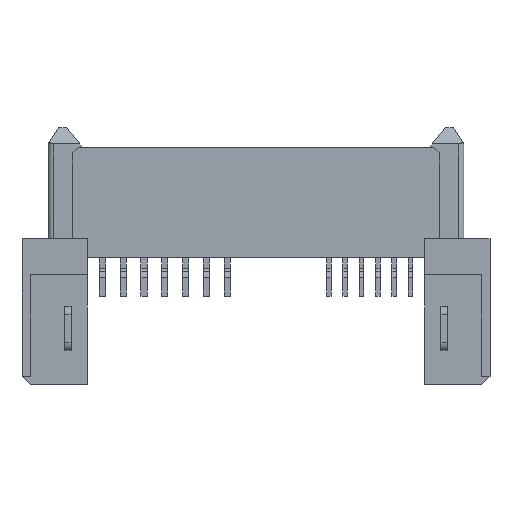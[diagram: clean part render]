
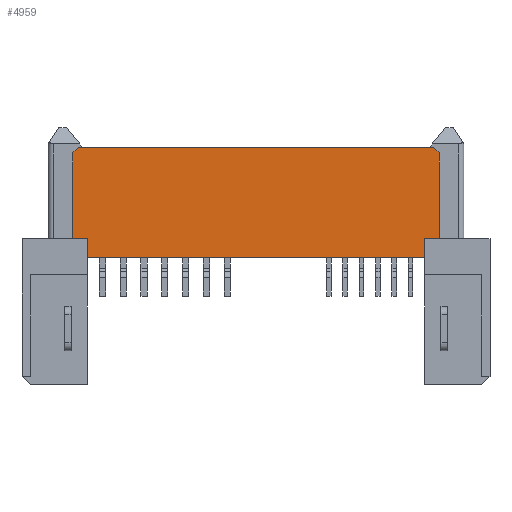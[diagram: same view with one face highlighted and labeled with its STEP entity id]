
A CAD part, front view. The second image highlights one B-rep face of the part: STEP entity #4959.
In plain terms, the highlighted planar face has unit normal (0, -1, 0).
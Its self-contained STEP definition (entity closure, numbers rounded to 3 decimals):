
#190=DIRECTION('',(1.,0.,0.));
#191=VECTOR('',#190,21.7);
#192=CARTESIAN_POINT('',(-10.85,-1.75,0.));
#193=LINE('',#192,#191);
#286=DIRECTION('',(-0.707,0.,0.707));
#287=VECTOR('',#286,0.495);
#288=CARTESIAN_POINT('',(11.2,-1.75,-0.35));
#289=LINE('',#288,#287);
#290=DIRECTION('',(1.,0.,0.));
#291=VECTOR('',#290,0.9);
#292=CARTESIAN_POINT('',(10.3,-1.75,-5.6));
#293=LINE('',#292,#291);
#294=DIRECTION('',(0.,0.,1.));
#295=VECTOR('',#294,1.15);
#296=CARTESIAN_POINT('',(10.3,-1.75,-6.75));
#297=LINE('',#296,#295);
#298=DIRECTION('',(0.,0.,1.));
#299=VECTOR('',#298,1.15);
#300=CARTESIAN_POINT('',(-10.3,-1.75,-6.75));
#301=LINE('',#300,#299);
#302=DIRECTION('',(1.,0.,0.));
#303=VECTOR('',#302,0.9);
#304=CARTESIAN_POINT('',(-11.2,-1.75,-5.6));
#305=LINE('',#304,#303);
#306=DIRECTION('',(0.,0.,-1.));
#307=VECTOR('',#306,5.25);
#308=CARTESIAN_POINT('',(-11.2,-1.75,-0.35));
#309=LINE('',#308,#307);
#310=DIRECTION('',(-0.707,0.,-0.707));
#311=VECTOR('',#310,0.495);
#312=CARTESIAN_POINT('',(-10.85,-1.75,0.));
#313=LINE('',#312,#311);
#330=DIRECTION('',(0.,0.,-1.));
#331=VECTOR('',#330,5.25);
#332=CARTESIAN_POINT('',(11.2,-1.75,-0.35));
#333=LINE('',#332,#331);
#1558=DIRECTION('',(1.,0.,0.));
#1559=VECTOR('',#1558,20.6);
#1560=CARTESIAN_POINT('',(-10.3,-1.75,-6.75));
#1561=LINE('',#1560,#1559);
#3696=CARTESIAN_POINT('',(-11.2,-1.75,-5.6));
#3697=CARTESIAN_POINT('',(-10.3,-1.75,-5.6));
#3698=VERTEX_POINT('',#3696);
#3699=VERTEX_POINT('',#3697);
#3700=CARTESIAN_POINT('',(10.3,-1.75,-5.6));
#3701=CARTESIAN_POINT('',(11.2,-1.75,-5.6));
#3702=VERTEX_POINT('',#3700);
#3703=VERTEX_POINT('',#3701);
#3704=CARTESIAN_POINT('',(-10.3,-1.75,-6.75));
#3705=VERTEX_POINT('',#3704);
#3706=CARTESIAN_POINT('',(10.3,-1.75,-6.75));
#3707=VERTEX_POINT('',#3706);
#3784=CARTESIAN_POINT('',(11.2,-1.75,-0.35));
#3786=VERTEX_POINT('',#3784);
#3788=CARTESIAN_POINT('',(10.85,-1.75,0.));
#3789=VERTEX_POINT('',#3788);
#3792=CARTESIAN_POINT('',(-10.85,-1.75,0.));
#3793=CARTESIAN_POINT('',(-11.2,-1.75,-0.35));
#3794=VERTEX_POINT('',#3792);
#3795=VERTEX_POINT('',#3793);
#4935=CARTESIAN_POINT('',(-11.2,-1.75,0.));
#4936=DIRECTION('',(0.,-1.,0.));
#4937=DIRECTION('',(1.,0.,0.));
#4938=AXIS2_PLACEMENT_3D('',#4935,#4936,#4937);
#4939=PLANE('',#4938);
#4941=ORIENTED_EDGE('',*,*,#4940,.F.);
#4943=ORIENTED_EDGE('',*,*,#4942,.T.);
#4945=ORIENTED_EDGE('',*,*,#4944,.F.);
#4947=ORIENTED_EDGE('',*,*,#4946,.F.);
#4949=ORIENTED_EDGE('',*,*,#4948,.F.);
#4951=ORIENTED_EDGE('',*,*,#4950,.T.);
#4953=ORIENTED_EDGE('',*,*,#4952,.F.);
#4954=ORIENTED_EDGE('',*,*,#4897,.F.);
#4955=ORIENTED_EDGE('',*,*,#4926,.F.);
#4956=ORIENTED_EDGE('',*,*,#4825,.T.);
#4957=EDGE_LOOP('',(#4941,#4943,#4945,#4947,#4949,#4951,#4953,#4954,#4955,
#4956));
#4958=FACE_OUTER_BOUND('',#4957,.F.);
#4825=EDGE_CURVE('',#3794,#3789,#193,.T.);
#4897=EDGE_CURVE('',#3795,#3698,#309,.T.);
#4926=EDGE_CURVE('',#3794,#3795,#313,.T.);
#4940=EDGE_CURVE('',#3786,#3789,#289,.T.);
#4942=EDGE_CURVE('',#3786,#3703,#333,.T.);
#4944=EDGE_CURVE('',#3702,#3703,#293,.T.);
#4946=EDGE_CURVE('',#3707,#3702,#297,.T.);
#4948=EDGE_CURVE('',#3705,#3707,#1561,.T.);
#4950=EDGE_CURVE('',#3705,#3699,#301,.T.);
#4952=EDGE_CURVE('',#3698,#3699,#305,.T.);
#4959=ADVANCED_FACE('',(#4958),#4939,.T.);
